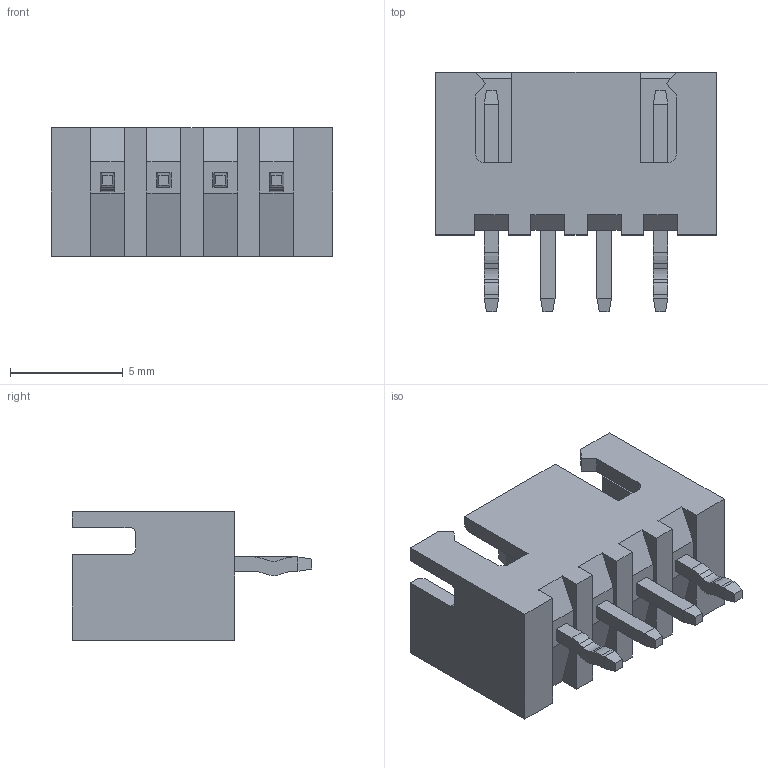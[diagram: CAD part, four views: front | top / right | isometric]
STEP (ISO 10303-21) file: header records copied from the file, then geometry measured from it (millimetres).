
FILE_DESCRIPTION((''),'2;1');
FILE_NAME('FWF25001-S04S22W1B','2025-09-26T',('工程三'),(''),'PRO/ENGINEER BY PARAMETRIC TECHNOLOGY CORPORATION, 2010280','PRO/ENGINEER BY PARAMETRIC TECHNOLOGY CORPORATION, 2010280','');
FILE_SCHEMA(('CONFIG_CONTROL_DESIGN'));
Length unit declared in the file: millimetre
Products named in the file (1): FWF25001-S04S22W1B
Bounding box: 12.5 x 10.6 x 5.7 mm (x, y, z)
Volume: 242.8 mm3; surface area: 636.5 mm2
Topology: 1 solids, 1 shells, 162 faces, 422 edges, 270 vertices
Faces by surface type: plane 144, cylinder 18
Entity records: 4888 total; most frequent: CARTESIAN_POINT 854, ORIENTED_EDGE 844, DIRECTION 782, EDGE_CURVE 422, VECTOR 386, LINE 386, VERTEX_POINT 270, AXIS2_PLACEMENT_3D 198
